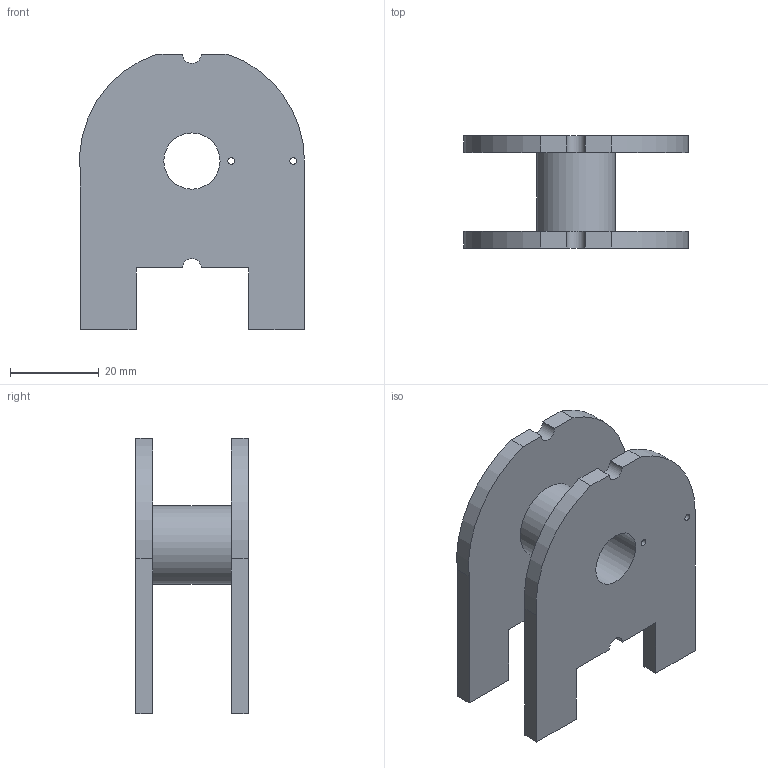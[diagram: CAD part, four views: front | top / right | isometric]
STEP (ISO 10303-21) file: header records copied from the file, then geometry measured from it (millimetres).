
FILE_DESCRIPTION(/* description */ (''),/* implementation_level */ '2;1');
FILE_NAME(/* name */ 'Coil Holder.step',/* time_stamp */ '2025-04-28T14:53:15-07:00',/* author */ (''),/* organization */ (''),/* preprocessor_version */ 'ST-DEVELOPER v20.1',/* originating_system */ 'Autodesk Translation Framework v14.4.0.0',/* authorisation */ '');
FILE_SCHEMA (('AUTOMOTIVE_DESIGN { 1 0 10303 214 3 1 1 }'));
Length unit declared in the file: inch
Products named in the file (1): Spool 4/4
Bounding box: 50.77 x 25.4 x 62.23 mm (x, y, z)
Volume: 20658.7 mm3; surface area: 13391.9 mm2
Topology: 1 solids, 1 shells, 37 faces, 102 edges, 68 vertices
Faces by surface type: plane 24, cylinder 13
Full cylindrical faces by diameter (mm): 1.524 x3, 12.7 x1
Entity records: 1239 total; most frequent: CARTESIAN_POINT 208, DIRECTION 206, ORIENTED_EDGE 204, EDGE_CURVE 102, LINE 74, VECTOR 74, VERTEX_POINT 68, AXIS2_PLACEMENT_3D 66
